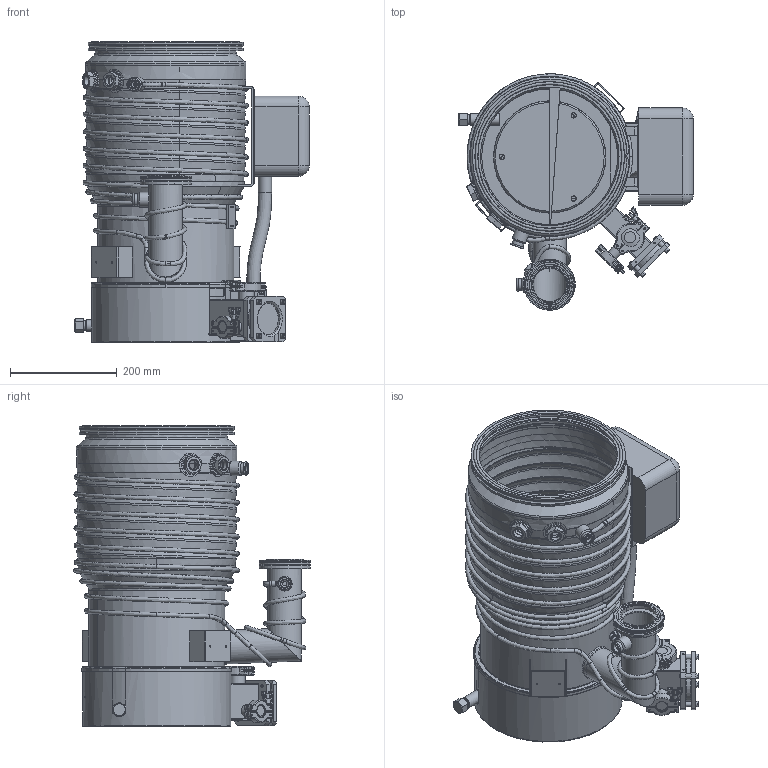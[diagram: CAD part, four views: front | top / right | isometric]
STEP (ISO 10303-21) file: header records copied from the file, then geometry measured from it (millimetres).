
FILE_DESCRIPTION(('STEP AP242'), '1');
FILE_NAME('ÍÄ-250 ñ ÁÀ èñõîäíèê ïîâåðõíîñòÿìè', '2025-09-10T05:45:46', ('User'), (''), 'C3D Converter', 'C3D Toolkit', '');
FILE_SCHEMA(('AP242_MANAGED_MODEL_BASED_3D_ENGINEERING_MIM_LF { 1 0 10303 442 1 1 4 }'));
Length unit declared in the file: millimetre
Bounding box: 439.42 x 443.5 x 563 mm (x, y, z)
Surface area: 1474679.4 mm2 (no closed solid volume)
Topology: 0 solids, 129 shells, 945 faces, 3101 edges, 2159 vertices
Faces by surface type: plane 329, cylinder 307, bspline 101, torus 100, cone 69, sphere 36, revolution 3
Full cylindrical faces by diameter (mm): 2.459 x4, 3 x2, 3.4 x4, 3.5 x8, 3.6 x1, 5 x2, 6 x5, 6.5 x2, 7 x2, 8 x2, 8.2 x1, 9 x2, 10 x10, 10.2 x1, 12 x1, 13 x2, 14 x1, 14.95 x2, 18 x1, 18.376 x2, 18.632 x1, 20 x1, 21 x1, 22 x3, 25 x1, 26 x2, 27.5 x2, 30 x2, 31.2 x1, 34 x2
Entity records: 86295 total; most frequent: CARTESIAN_POINT 61448, DIRECTION 5008, ORIENTED_EDGE 4524, EDGE_CURVE 2829, VERTEX_POINT 2146, AXIS2_PLACEMENT_3D 2003, EDGE_LOOP 1292, CIRCLE 1161
